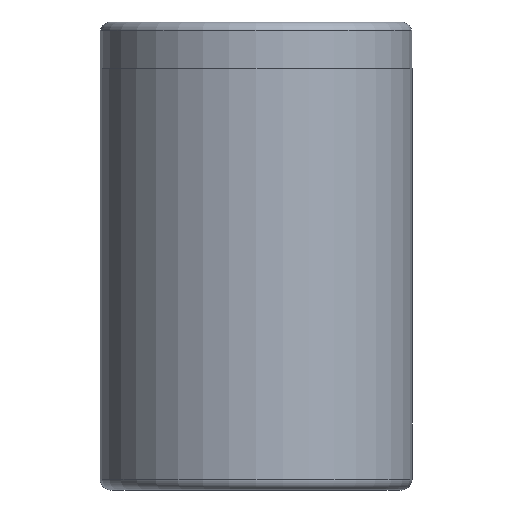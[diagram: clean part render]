
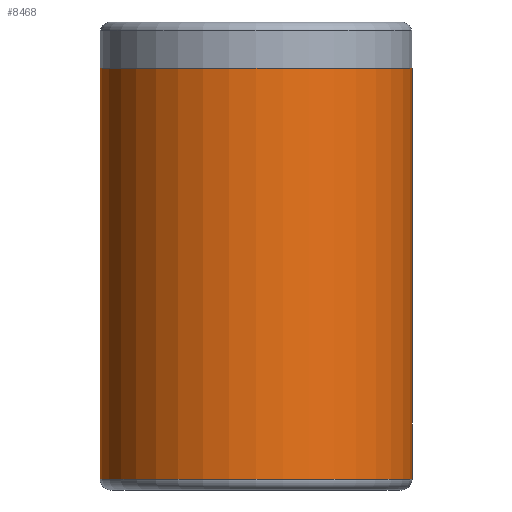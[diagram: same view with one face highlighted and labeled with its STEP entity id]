
A CAD part, front view. The second image highlights one B-rep face of the part: STEP entity #8468.
In plain terms, the highlighted cylindrical face has radius 10 mm (diameter 20 mm), a partial arc.
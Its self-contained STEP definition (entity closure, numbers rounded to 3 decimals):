
#62 = CYLINDRICAL_SURFACE ( 'NONE', #5570, 10. ) ;
#235 = AXIS2_PLACEMENT_3D ( 'NONE', #1284, #6895, #2090 ) ;
#650 = CARTESIAN_POINT ( 'NONE',  ( 10., 0., 30. ) ) ;
#715 = VERTEX_POINT ( 'NONE', #7287 ) ;
#782 = CARTESIAN_POINT ( 'NONE',  ( 0., 0., 30. ) ) ;
#1284 = CARTESIAN_POINT ( 'NONE',  ( 0., 0., 27.02 ) ) ;
#2090 = DIRECTION ( 'NONE',  ( 1., 0., 0. ) ) ;
#2559 = EDGE_CURVE ( 'NONE', #715, #4246, #4429, .T. ) ;
#2895 = ORIENTED_EDGE ( 'NONE', *, *, #2559, .F. ) ;
#3224 = VERTEX_POINT ( 'NONE', #4351 ) ;
#3308 = ORIENTED_EDGE ( 'NONE', *, *, #4604, .F. ) ;
#3701 = VECTOR ( 'NONE', #9044, 1000. ) ;
#3738 = CARTESIAN_POINT ( 'NONE',  ( 0., 0., 0.7 ) ) ;
#4144 = AXIS2_PLACEMENT_3D ( 'NONE', #3738, #9375, #4551 ) ;
#4246 = VERTEX_POINT ( 'NONE', #9812 ) ;
#4343 = FACE_OUTER_BOUND ( 'NONE', #5934, .T. ) ;
#4351 = CARTESIAN_POINT ( 'NONE',  ( 10., 0., 0.7 ) ) ;
#4429 = CIRCLE ( 'NONE', #235, 10. ) ;
#4551 = DIRECTION ( 'NONE',  ( 1., 0., 0. ) ) ;
#4604 = EDGE_CURVE ( 'NONE', #4246, #3224, #5394, .T. ) ;
#5205 = ORIENTED_EDGE ( 'NONE', *, *, #8277, .T. ) ;
#5394 = LINE ( 'NONE', #650, #9425 ) ;
#5570 = AXIS2_PLACEMENT_3D ( 'NONE', #782, #6399, #5596 ) ;
#5596 = DIRECTION ( 'NONE',  ( -1., 0., 0. ) ) ;
#5934 = EDGE_LOOP ( 'NONE', ( #3308, #2895, #10365, #5205 ) ) ;
#6399 = DIRECTION ( 'NONE',  ( 0., 0., -1. ) ) ;
#6428 = VERTEX_POINT ( 'NONE', #8352 ) ;
#6895 = DIRECTION ( 'NONE',  ( 0., 0., 1. ) ) ;
#7287 = CARTESIAN_POINT ( 'NONE',  ( -10., 0., 27.02 ) ) ;
#8277 = EDGE_CURVE ( 'NONE', #6428, #3224, #10369, .T. ) ;
#8352 = CARTESIAN_POINT ( 'NONE',  ( -10., 0., 0.7 ) ) ;
#8468 = ADVANCED_FACE ( 'NONE', ( #4343 ), #62, .T. ) ;
#8506 = LINE ( 'NONE', #9841, #3701 ) ;
#8841 = DIRECTION ( 'NONE',  ( 0., 0., -1. ) ) ;
#9044 = DIRECTION ( 'NONE',  ( 0., 0., -1. ) ) ;
#9268 = EDGE_CURVE ( 'NONE', #715, #6428, #8506, .T. ) ;
#9375 = DIRECTION ( 'NONE',  ( 0., 0., 1. ) ) ;
#9425 = VECTOR ( 'NONE', #8841, 1000. ) ;
#9812 = CARTESIAN_POINT ( 'NONE',  ( 10., 0., 27.02 ) ) ;
#9841 = CARTESIAN_POINT ( 'NONE',  ( -10., 0., 30. ) ) ;
#10365 = ORIENTED_EDGE ( 'NONE', *, *, #9268, .T. ) ;
#10369 = CIRCLE ( 'NONE', #4144, 10. ) ;
